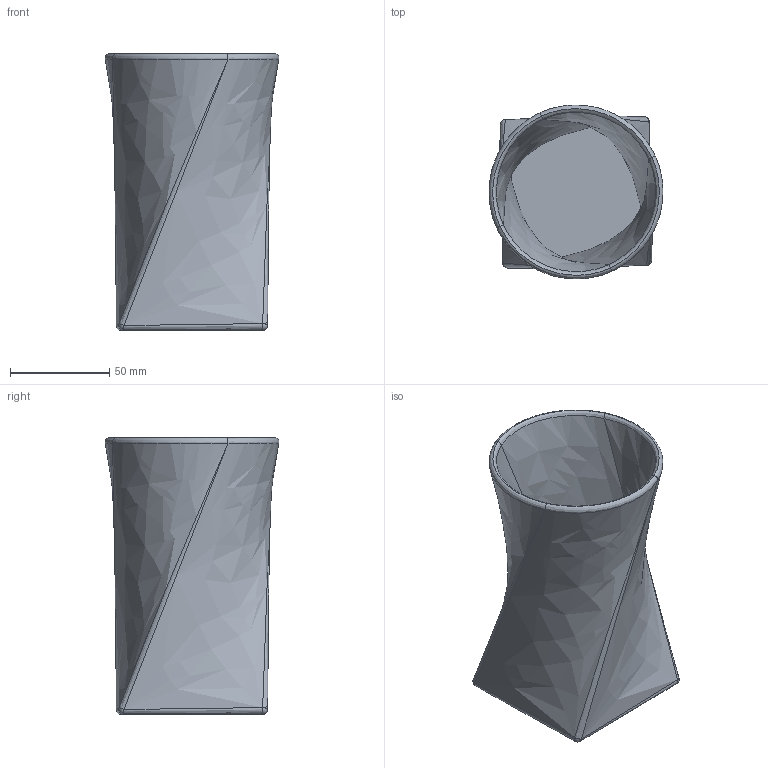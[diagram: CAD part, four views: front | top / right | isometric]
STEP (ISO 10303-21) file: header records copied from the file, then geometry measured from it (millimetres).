
FILE_DESCRIPTION (( 'STEP AP214' ), '1' );
FILE_NAME ('Twist Cup II.STEP', '2014-07-28T15:28:52', ( '' ), ( '' ), 'SwSTEP 2.0', 'SolidWorks 2014', '' );
FILE_SCHEMA (( 'AUTOMOTIVE_DESIGN' ));
Length unit declared in the file: inch
Products named in the file (1): Twist Cup II
Bounding box: 87.67 x 87.67 x 139.62 mm (x, y, z)
Volume: 145157.2 mm3; surface area: 76822.8 mm2
Topology: 1 solids, 1 shells, 35 faces, 78 edges, 45 vertices
Faces by surface type: bspline 24, sphere 9, plane 2
Entity records: 6634 total; most frequent: CARTESIAN_POINT 5995, ORIENTED_EDGE 156, EDGE_CURVE 78, DIRECTION 76, B_SPLINE_CURVE_WITH_KNOTS 52, VERTEX_POINT 45, AXIS2_PLACEMENT_3D 38, ADVANCED_FACE 35
